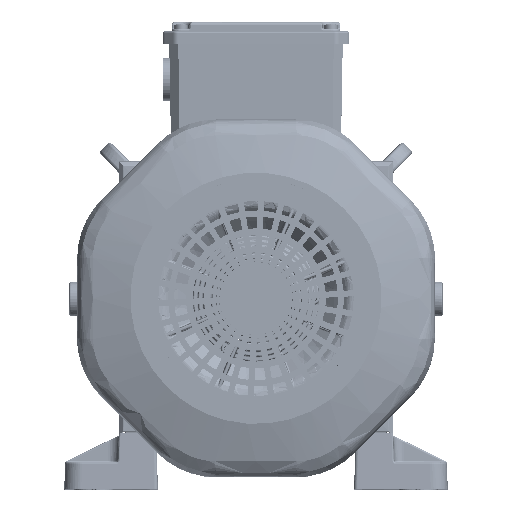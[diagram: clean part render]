
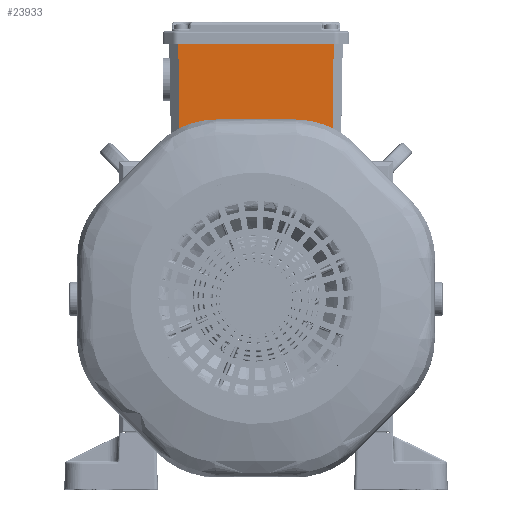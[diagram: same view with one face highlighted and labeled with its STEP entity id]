
A CAD part, top view. The second image highlights one B-rep face of the part: STEP entity #23933.
In plain terms, the highlighted planar face has unit normal (0, -0.018, 1).
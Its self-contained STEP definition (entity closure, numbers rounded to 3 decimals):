
#17132=FACE_OUTER_BOUND('',#38385,.T.);
#23933=ADVANCED_FACE('',(#17132),#30074,.T.);
#30074=PLANE('',#130717);
#38385=EDGE_LOOP('',(#50218,#50219,#50220,#50221));
#50218=ORIENTED_EDGE('',*,*,#96583,.T.);
#50219=ORIENTED_EDGE('',*,*,#96582,.F.);
#50220=ORIENTED_EDGE('',*,*,#96584,.F.);
#50221=ORIENTED_EDGE('',*,*,#96585,.T.);
#81222=VERTEX_POINT('',#187676);
#81225=VERTEX_POINT('',#187681);
#81226=VERTEX_POINT('',#187685);
#81227=VERTEX_POINT('',#187687);
#96582=EDGE_CURVE('',#81225,#81222,#115823,.T.);
#96583=EDGE_CURVE('',#81226,#81222,#115824,.T.);
#96584=EDGE_CURVE('',#81227,#81225,#115825,.T.);
#96585=EDGE_CURVE('',#81227,#81226,#115826,.T.);
#115823=LINE('',#187682,#122766);
#115824=LINE('',#187684,#122767);
#115825=LINE('',#187686,#122768);
#115826=LINE('',#187688,#122769);
#122766=VECTOR('',#145653,1.);
#122767=VECTOR('',#145656,1.);
#122768=VECTOR('',#145657,1.);
#122769=VECTOR('',#145658,1.);
#130717=AXIS2_PLACEMENT_3D('',#187689,#145659,#145660);
#145653=DIRECTION('',(-0.007,1.,0.017));
#145656=DIRECTION('',(-1.,0.,0.));
#145657=DIRECTION('',(-1.,0.,0.));
#145658=DIRECTION('',(0.007,1.,0.017));
#145659=DIRECTION('',(0.,-0.017,1.));
#145660=DIRECTION('',(0.,1.,0.017));
#187676=CARTESIAN_POINT('',(-45.548,149.5,75.408));
#187681=CARTESIAN_POINT('',(-45.172,97.5,74.5));
#187682=CARTESIAN_POINT('',(-45.172,97.5,74.5));
#187684=CARTESIAN_POINT('',(52.,149.5,75.408));
#187685=CARTESIAN_POINT('',(45.548,149.5,75.408));
#187686=CARTESIAN_POINT('',(45.172,97.5,74.5));
#187687=CARTESIAN_POINT('',(45.172,97.5,74.5));
#187688=CARTESIAN_POINT('',(45.172,97.5,74.5));
#187689=CARTESIAN_POINT('',(45.172,97.5,74.5));
